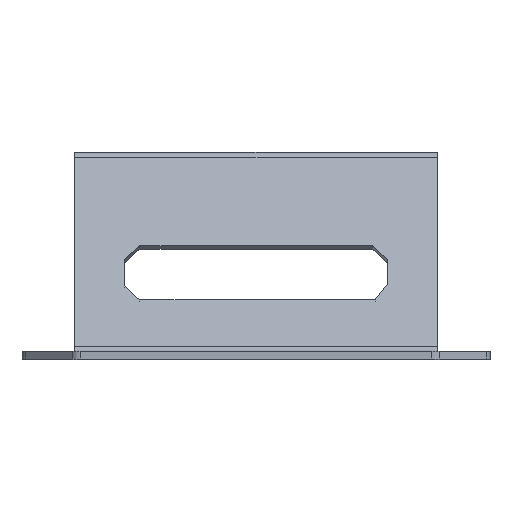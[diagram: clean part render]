
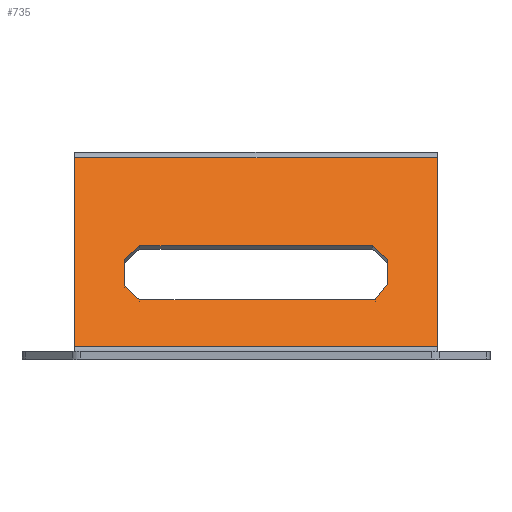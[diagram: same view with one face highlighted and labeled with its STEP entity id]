
A CAD part, top view. The second image highlights one B-rep face of the part: STEP entity #735.
In plain terms, the highlighted planar face has unit normal (0, 0.469, 0.883).
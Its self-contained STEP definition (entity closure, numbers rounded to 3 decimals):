
#6 = CARTESIAN_POINT ( 'NONE',  ( -24.4, 18.594, -98.301 ) ) ;
#36 = VERTEX_POINT ( 'NONE', #705 ) ;
#50 = EDGE_LOOP ( 'NONE', ( #1362, #304, #469, #1062 ) ) ;
#58 = EDGE_CURVE ( 'NONE', #739, #229, #1352, .T. ) ;
#71 = CARTESIAN_POINT ( 'NONE',  ( -0.286, 39.885, -109.621 ) ) ;
#95 = FACE_OUTER_BOUND ( 'NONE', #50, .T. ) ;
#97 = DIRECTION ( 'NONE',  ( 1., 0., 0. ) ) ;
#106 = DIRECTION ( 'NONE',  ( 1., 0., 0. ) ) ;
#153 = ORIENTED_EDGE ( 'NONE', *, *, #451, .T. ) ;
#179 = EDGE_CURVE ( 'NONE', #1293, #456, #1311, .T. ) ;
#192 = VECTOR ( 'NONE', #801, 1000. ) ;
#197 = DIRECTION ( 'NONE',  ( -0.566, -0.728, 0.387 ) ) ;
#208 = VERTEX_POINT ( 'NONE', #6 ) ;
#211 = DIRECTION ( 'NONE',  ( 0., 0.883, -0.469 ) ) ;
#229 = VERTEX_POINT ( 'NONE', #1543 ) ;
#231 = CARTESIAN_POINT ( 'NONE',  ( 43.183, 1.301, -89.106 ) ) ;
#252 = CARTESIAN_POINT ( 'NONE',  ( 43.3, 21.18, -99.676 ) ) ;
#253 = AXIS2_PLACEMENT_3D ( 'NONE', #1723, #396, #1580 ) ;
#263 = CARTESIAN_POINT ( 'NONE',  ( 33.5, 1.4, -89.159 ) ) ;
#304 = ORIENTED_EDGE ( 'NONE', *, *, #357, .T. ) ;
#316 = EDGE_CURVE ( 'NONE', #1513, #739, #360, .T. ) ;
#357 = EDGE_CURVE ( 'NONE', #786, #751, #1848, .T. ) ;
#360 = LINE ( 'NONE', #963, #1086 ) ;
#389 = EDGE_CURVE ( 'NONE', #1293, #751, #554, .T. ) ;
#390 = CARTESIAN_POINT ( 'NONE',  ( 24.4, 14.129, -95.927 ) ) ;
#396 = DIRECTION ( 'NONE',  ( 0., -0.469, -0.883 ) ) ;
#425 = CARTESIAN_POINT ( 'NONE',  ( 43.3, 37.423, -108.312 ) ) ;
#451 = EDGE_CURVE ( 'NONE', #1533, #1752, #1298, .T. ) ;
#453 = DIRECTION ( 'NONE',  ( 0., 0.883, -0.469 ) ) ;
#456 = VERTEX_POINT ( 'NONE', #664 ) ;
#469 = ORIENTED_EDGE ( 'NONE', *, *, #389, .F. ) ;
#514 = VECTOR ( 'NONE', #1447, 1000. ) ;
#522 = ORIENTED_EDGE ( 'NONE', *, *, #1599, .T. ) ;
#526 = ORIENTED_EDGE ( 'NONE', *, *, #648, .T. ) ;
#554 = LINE ( 'NONE', #263, #514 ) ;
#565 = CARTESIAN_POINT ( 'NONE',  ( 21.529, 21.18, -99.676 ) ) ;
#648 = EDGE_CURVE ( 'NONE', #229, #1019, #987, .T. ) ;
#662 = EDGE_CURVE ( 'NONE', #208, #1533, #1508, .T. ) ;
#664 = CARTESIAN_POINT ( 'NONE',  ( -33.5, 37.423, -108.312 ) ) ;
#705 = CARTESIAN_POINT ( 'NONE',  ( 24.4, 18.544, -98.274 ) ) ;
#712 = EDGE_CURVE ( 'NONE', #1752, #36, #1539, .T. ) ;
#735 = ADVANCED_FACE ( 'NONE', ( #1419, #95 ), #800, .F. ) ;
#738 = CARTESIAN_POINT ( 'NONE',  ( -33.5, 2.461, -89.723 ) ) ;
#739 = VERTEX_POINT ( 'NONE', #1391 ) ;
#751 = VERTEX_POINT ( 'NONE', #850 ) ;
#763 = VECTOR ( 'NONE', #1329, 1000. ) ;
#767 = VECTOR ( 'NONE', #97, 1000. ) ;
#769 = ORIENTED_EDGE ( 'NONE', *, *, #58, .T. ) ;
#783 = LINE ( 'NONE', #1378, #1645 ) ;
#786 = VERTEX_POINT ( 'NONE', #738 ) ;
#800 = PLANE ( 'NONE',  #253 ) ;
#801 = DIRECTION ( 'NONE',  ( -0.707, 0.624, -0.332 ) ) ;
#850 = CARTESIAN_POINT ( 'NONE',  ( 33.5, 2.461, -89.723 ) ) ;
#963 = CARTESIAN_POINT ( 'NONE',  ( 23.727, 13.264, -95.467 ) ) ;
#979 = DIRECTION ( 'NONE',  ( 0.693, -0.636, 0.338 ) ) ;
#987 = LINE ( 'NONE', #1067, #192 ) ;
#1019 = VERTEX_POINT ( 'NONE', #1139 ) ;
#1045 = LINE ( 'NONE', #1660, #1791 ) ;
#1062 = ORIENTED_EDGE ( 'NONE', *, *, #179, .T. ) ;
#1067 = CARTESIAN_POINT ( 'NONE',  ( 16.415, -22.338, -76.537 ) ) ;
#1086 = VECTOR ( 'NONE', #197, 1000. ) ;
#1133 = CARTESIAN_POINT ( 'NONE',  ( -21.471, 21.18, -99.676 ) ) ;
#1139 = CARTESIAN_POINT ( 'NONE',  ( -24.4, 13.7, -95.699 ) ) ;
#1141 = EDGE_LOOP ( 'NONE', ( #522, #1248, #153, #1177, #1718, #1374, #769, #526 ) ) ;
#1153 = EDGE_CURVE ( 'NONE', #36, #1513, #1045, .T. ) ;
#1170 = DIRECTION ( 'NONE',  ( 0., -0.883, 0.469 ) ) ;
#1177 = ORIENTED_EDGE ( 'NONE', *, *, #712, .T. ) ;
#1248 = ORIENTED_EDGE ( 'NONE', *, *, #662, .T. ) ;
#1291 = CARTESIAN_POINT ( 'NONE',  ( 33.5, 2.461, -89.723 ) ) ;
#1293 = VERTEX_POINT ( 'NONE', #1538 ) ;
#1298 = LINE ( 'NONE', #252, #767 ) ;
#1311 = LINE ( 'NONE', #425, #1583 ) ;
#1329 = DIRECTION ( 'NONE',  ( -1., 0., 0. ) ) ;
#1333 = LINE ( 'NONE', #1775, #1853 ) ;
#1352 = LINE ( 'NONE', #1600, #763 ) ;
#1362 = ORIENTED_EDGE ( 'NONE', *, *, #1708, .F. ) ;
#1367 = VECTOR ( 'NONE', #979, 1000. ) ;
#1374 = ORIENTED_EDGE ( 'NONE', *, *, #316, .T. ) ;
#1378 = CARTESIAN_POINT ( 'NONE',  ( -33.5, 1.4, -89.159 ) ) ;
#1391 = CARTESIAN_POINT ( 'NONE',  ( 22.056, 11.114, -94.324 ) ) ;
#1419 = FACE_BOUND ( 'NONE', #1141, .T. ) ;
#1428 = DIRECTION ( 'NONE',  ( 0.707, 0.624, -0.332 ) ) ;
#1447 = DIRECTION ( 'NONE',  ( 0., -0.883, 0.469 ) ) ;
#1508 = LINE ( 'NONE', #71, #1612 ) ;
#1513 = VERTEX_POINT ( 'NONE', #390 ) ;
#1533 = VERTEX_POINT ( 'NONE', #1133 ) ;
#1538 = CARTESIAN_POINT ( 'NONE',  ( 33.5, 37.423, -108.312 ) ) ;
#1539 = LINE ( 'NONE', #231, #1367 ) ;
#1543 = CARTESIAN_POINT ( 'NONE',  ( -21.471, 11.114, -94.324 ) ) ;
#1580 = DIRECTION ( 'NONE',  ( 0., 0.883, -0.469 ) ) ;
#1583 = VECTOR ( 'NONE', #1772, 1000. ) ;
#1599 = EDGE_CURVE ( 'NONE', #1019, #208, #1333, .T. ) ;
#1600 = CARTESIAN_POINT ( 'NONE',  ( 43.3, 11.114, -94.324 ) ) ;
#1612 = VECTOR ( 'NONE', #1428, 1000. ) ;
#1645 = VECTOR ( 'NONE', #211, 1000. ) ;
#1660 = CARTESIAN_POINT ( 'NONE',  ( 24.4, 1.4, -89.159 ) ) ;
#1672 = VECTOR ( 'NONE', #106, 1000. ) ;
#1708 = EDGE_CURVE ( 'NONE', #786, #456, #783, .T. ) ;
#1718 = ORIENTED_EDGE ( 'NONE', *, *, #1153, .T. ) ;
#1723 = CARTESIAN_POINT ( 'NONE',  ( 43.3, 1.4, -89.159 ) ) ;
#1752 = VERTEX_POINT ( 'NONE', #565 ) ;
#1772 = DIRECTION ( 'NONE',  ( -1., 0., 0. ) ) ;
#1775 = CARTESIAN_POINT ( 'NONE',  ( -24.4, 1.4, -89.159 ) ) ;
#1791 = VECTOR ( 'NONE', #1170, 1000. ) ;
#1848 = LINE ( 'NONE', #1291, #1672 ) ;
#1853 = VECTOR ( 'NONE', #453, 1000. ) ;
